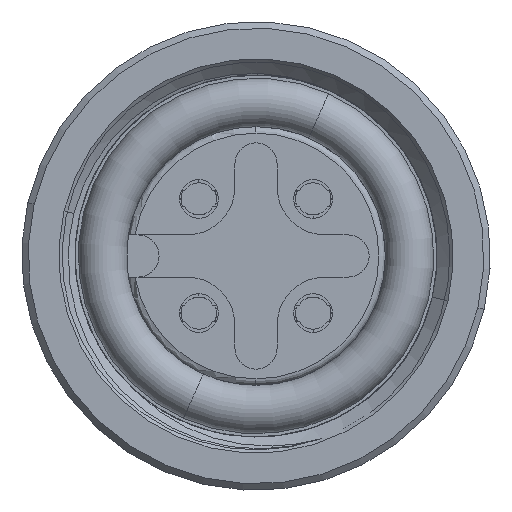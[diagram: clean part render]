
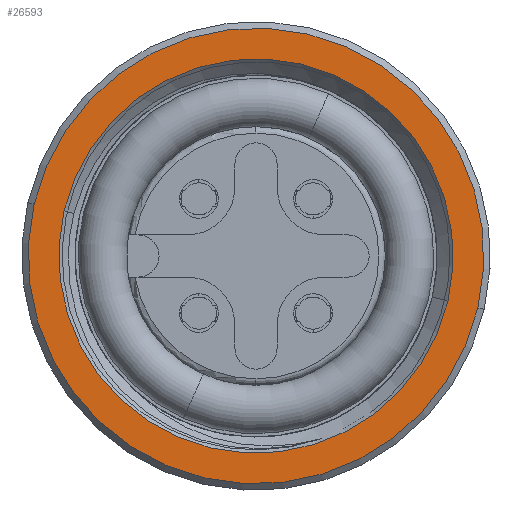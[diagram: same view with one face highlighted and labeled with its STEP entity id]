
A CAD part, left-side view. The second image highlights one B-rep face of the part: STEP entity #26593.
In plain terms, the highlighted face is planar.
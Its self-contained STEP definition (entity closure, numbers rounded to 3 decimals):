
#26 = EDGE_LOOP ( 'NONE', ( #8961, #24600 ) ) ;
#1266 = VERTEX_POINT ( 'NONE', #8364 ) ;
#5144 = CIRCLE ( 'NONE', #19730, 7.05 ) ;
#6031 = EDGE_CURVE ( 'NONE', #1266, #39564, #13008, .T. ) ;
#7184 = EDGE_CURVE ( 'NONE', #38432, #24426, #34256, .T. ) ;
#7476 = DIRECTION ( 'NONE',  ( 0., 0., 1. ) ) ;
#8364 = CARTESIAN_POINT ( 'NONE',  ( 11., 0., 6.1 ) ) ;
#8732 = AXIS2_PLACEMENT_3D ( 'NONE', #13802, #27733, #24339 ) ;
#8961 = ORIENTED_EDGE ( 'NONE', *, *, #21257, .T. ) ;
#10825 = CARTESIAN_POINT ( 'NONE',  ( 11., 7.25, 0. ) ) ;
#11049 = CARTESIAN_POINT ( 'NONE',  ( 11., 0., 0. ) ) ;
#13008 = CIRCLE ( 'NONE', #43745, 6.1 ) ;
#13802 = CARTESIAN_POINT ( 'NONE',  ( 11., 0., 0. ) ) ;
#15745 = CARTESIAN_POINT ( 'NONE',  ( 11., 0., 0. ) ) ;
#16055 = EDGE_LOOP ( 'NONE', ( #21896, #31800 ) ) ;
#17492 = AXIS2_PLACEMENT_3D ( 'NONE', #20737, #30991, #7476 ) ;
#19730 = AXIS2_PLACEMENT_3D ( 'NONE', #15745, #29661, #35856 ) ;
#20737 = CARTESIAN_POINT ( 'NONE',  ( 11., 0., 0. ) ) ;
#21122 = FACE_BOUND ( 'NONE', #26, .T. ) ;
#21257 = EDGE_CURVE ( 'NONE', #39564, #1266, #22601, .T. ) ;
#21352 = DIRECTION ( 'NONE',  ( -1., 0., 0. ) ) ;
#21896 = ORIENTED_EDGE ( 'NONE', *, *, #7184, .T. ) ;
#22601 = CIRCLE ( 'NONE', #8732, 6.1 ) ;
#24093 = DIRECTION ( 'NONE',  ( 0., 0., 1. ) ) ;
#24339 = DIRECTION ( 'NONE',  ( 0., 0., 1. ) ) ;
#24426 = VERTEX_POINT ( 'NONE', #45211 ) ;
#24600 = ORIENTED_EDGE ( 'NONE', *, *, #6031, .T. ) ;
#26593 = ADVANCED_FACE ( 'NONE', ( #42129, #21122 ), #38481, .F. ) ;
#27733 = DIRECTION ( 'NONE',  ( -1., 0., 0. ) ) ;
#28848 = DIRECTION ( 'NONE',  ( 0., 0., 1. ) ) ;
#29661 = DIRECTION ( 'NONE',  ( 1., 0., 0. ) ) ;
#30991 = DIRECTION ( 'NONE',  ( 1., 0., 0. ) ) ;
#31800 = ORIENTED_EDGE ( 'NONE', *, *, #34919, .T. ) ;
#32564 = CARTESIAN_POINT ( 'NONE',  ( 11., 0., 7.05 ) ) ;
#34256 = CIRCLE ( 'NONE', #17492, 7.05 ) ;
#34919 = EDGE_CURVE ( 'NONE', #24426, #38432, #5144, .T. ) ;
#35053 = DIRECTION ( 'NONE',  ( -1., 0., 0. ) ) ;
#35307 = AXIS2_PLACEMENT_3D ( 'NONE', #10825, #21352, #24093 ) ;
#35856 = DIRECTION ( 'NONE',  ( 0., 0., 1. ) ) ;
#36657 = CARTESIAN_POINT ( 'NONE',  ( 11., 0., -6.1 ) ) ;
#38432 = VERTEX_POINT ( 'NONE', #32564 ) ;
#38481 = PLANE ( 'NONE',  #35307 ) ;
#39564 = VERTEX_POINT ( 'NONE', #36657 ) ;
#42129 = FACE_OUTER_BOUND ( 'NONE', #16055, .T. ) ;
#43745 = AXIS2_PLACEMENT_3D ( 'NONE', #11049, #35053, #28848 ) ;
#45211 = CARTESIAN_POINT ( 'NONE',  ( 11., 0., -7.05 ) ) ;
